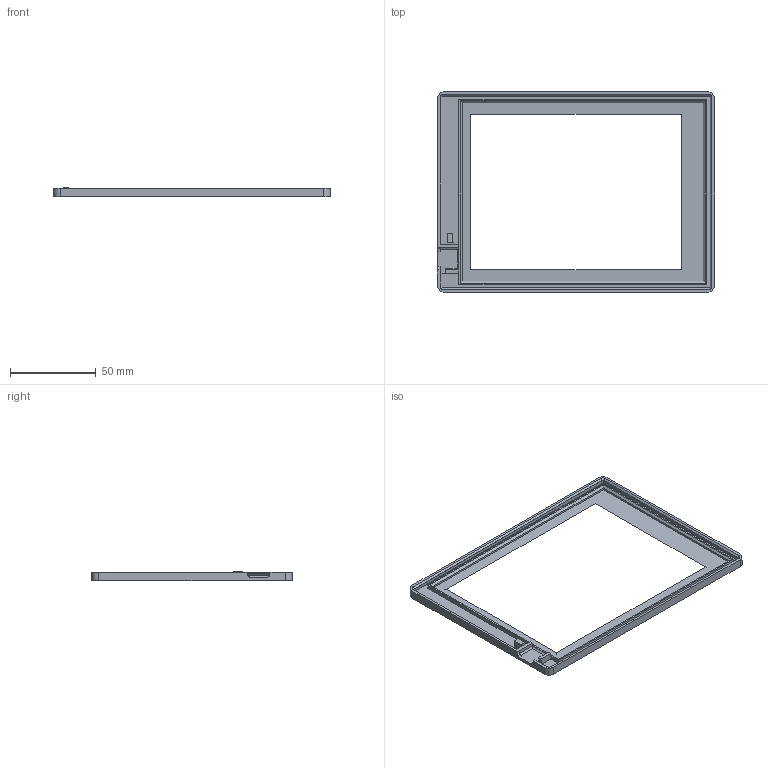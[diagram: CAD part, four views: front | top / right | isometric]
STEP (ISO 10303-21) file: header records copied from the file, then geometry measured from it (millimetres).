
FILE_DESCRIPTION(/* description */ (''),/* implementation_level */ '2;1');
FILE_NAME(/* name */ 'Inkplate 6plus v1.2.0. Top v1.2.1..step',/* time_stamp */ '2023-03-16T08:57:38+01:00',/* author */ (''),/* organization */ (''),/* preprocessor_version */ 'ST-DEVELOPER v19.2',/* originating_system */ 'Autodesk Translation Framework v11.17.0.187',/* authorisation */ '');
FILE_SCHEMA (('AUTOMOTIVE_DESIGN { 1 0 10303 214 3 1 1 }'));
Length unit declared in the file: millimetre
Products named in the file (1): Inkplate 6plus v1.2.0. Top
Bounding box: 161.4 x 116.8 x 5.6 mm (x, y, z)
Volume: 13361.8 mm3; surface area: 22990.5 mm2
Topology: 1 solids, 1 shells, 89 faces, 228 edges, 143 vertices
Faces by surface type: plane 64, cylinder 9, cone 8, bspline 8
Entity records: 2847 total; most frequent: CARTESIAN_POINT 693, ORIENTED_EDGE 456, DIRECTION 404, EDGE_CURVE 228, LINE 184, VECTOR 184, VERTEX_POINT 143, AXIS2_PLACEMENT_3D 110
